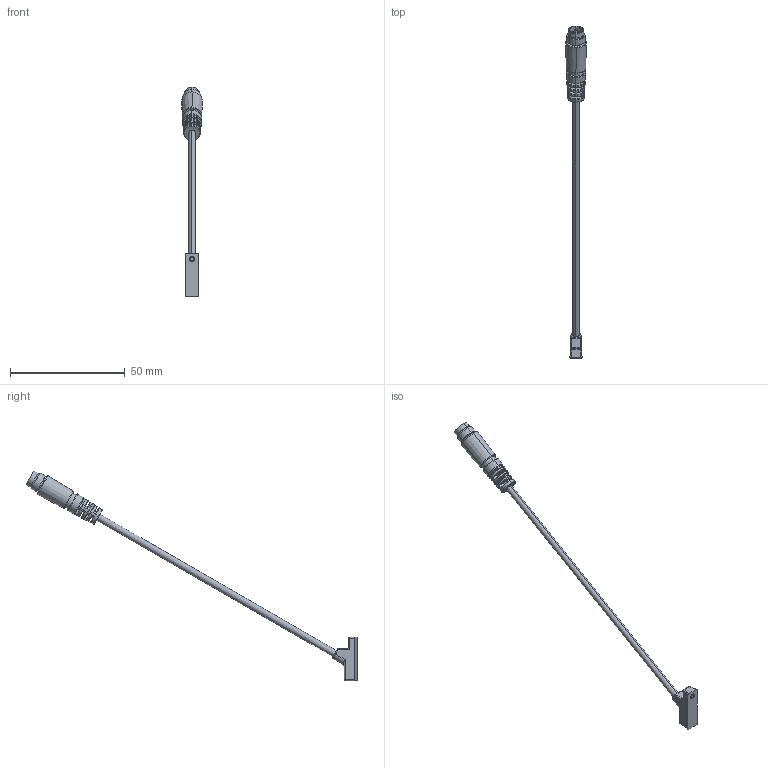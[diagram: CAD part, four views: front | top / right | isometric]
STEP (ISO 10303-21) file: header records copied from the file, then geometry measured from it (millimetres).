
FILE_DESCRIPTION (( 'STEP AP214' ), '1' );
FILE_NAME ('CPS9D-AN-F.STEP', '2015-02-18T19:47:09', ( '' ), ( '' ), 'SwSTEP 2.0', 'SolidWorks 2014', '' );
FILE_SCHEMA (( 'AUTOMOTIVE_DESIGN' ));
Length unit declared in the file: inch
Products named in the file (1): CPS9D-AN-F
Bounding box: 9.13 x 144.34 x 91.36 mm (x, y, z)
Volume: 2910.2 mm3; surface area: 3010.3 mm2
Topology: 1 solids, 1 shells, 168 faces, 447 edges, 290 vertices
Faces by surface type: plane 58, cylinder 53, torus 32, cone 13, sphere 9, bspline 3
Entity records: 7658 total; most frequent: CARTESIAN_POINT 1320, DIRECTION 895, ORIENTED_EDGE 864, EDGE_CURVE 432, AXIS2_PLACEMENT_3D 353, VERTEX_POINT 284, VECTOR 189, LINE 189
